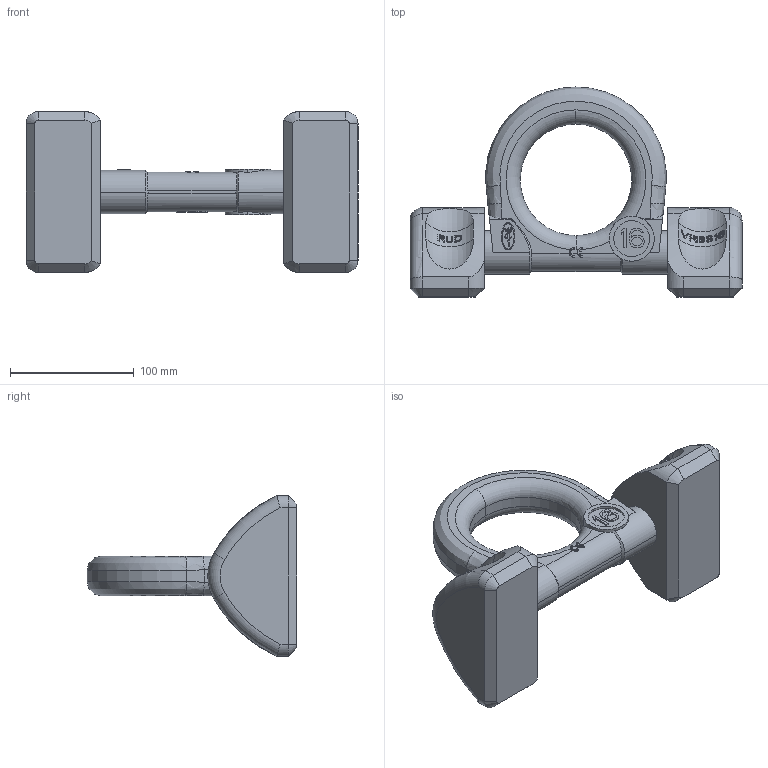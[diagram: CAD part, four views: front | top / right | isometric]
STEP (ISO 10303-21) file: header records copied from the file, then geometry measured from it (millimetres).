
FILE_DESCRIPTION((''),'2;1');
FILE_NAME('001-M33827-P1_ASM','2011-08-25T',('Marcel.Bux'),(''),'PRO/ENGINEER BY PARAMETRIC TECHNOLOGY CORPORATION, 2010140','PRO/ENGINEER BY PARAMETRIC TECHNOLOGY CORPORATION, 2010140','');
FILE_SCHEMA(('CONFIG_CONTROL_DESIGN'));
Length unit declared in the file: millimetre
Products named in the file (3): 001-M31834-P1; 001-M33365-P1; 001-M33827-P1_ASM
Assembly tree (3 placements, depth 2):
  001-M33827-P1_ASM
    001-M31834-P1
    001-M33365-P1  x2
Bounding box: 268 x 169.5 x 130 mm (x, y, z)
Volume: 1132341.3 mm3; surface area: 122879.9 mm2
Topology: 3 solids, 3 shells, 979 faces, 2751 edges, 1822 vertices
Faces by surface type: plane 791, torus 61, cylinder 55, extrusion 52, bspline 10, cone 10
Entity records: 24181 total; most frequent: CARTESIAN_POINT 8178, ORIENTED_EDGE 3726, DIRECTION 2652, EDGE_CURVE 1863, VERTEX_POINT 1234, VECTOR 1018, LINE 966, AXIS2_PLACEMENT_3D 817
